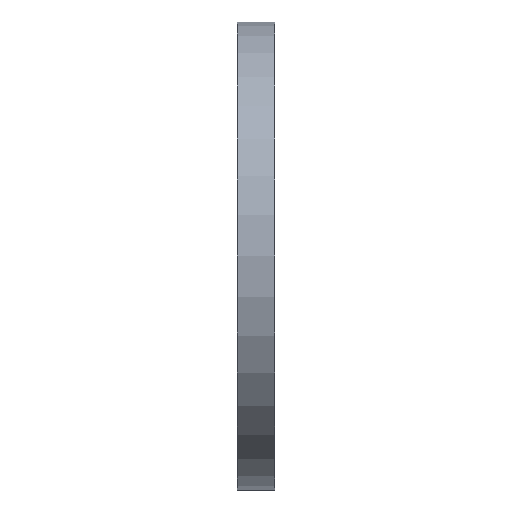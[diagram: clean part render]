
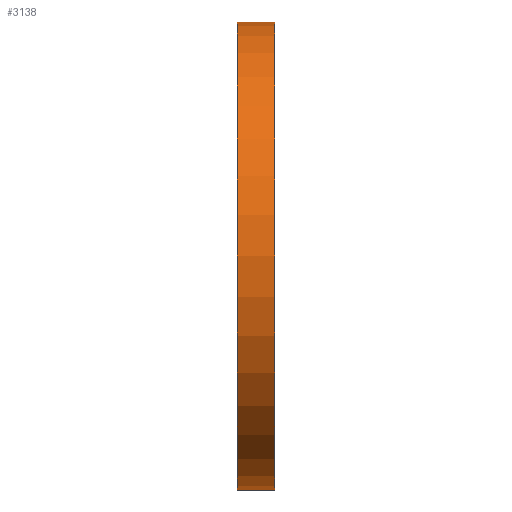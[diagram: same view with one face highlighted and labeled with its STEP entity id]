
A CAD part, left-side view. The second image highlights one B-rep face of the part: STEP entity #3138.
In plain terms, the highlighted cylindrical face has radius 50 mm (diameter 100 mm), a partial arc.
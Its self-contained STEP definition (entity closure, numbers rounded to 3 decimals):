
#124 = EDGE_CURVE ( 'NONE', #13191, #2478, #6505, .T. ) ;
#222 = DIRECTION ( 'NONE',  ( 0., 0., 1. ) ) ;
#616 = DIRECTION ( 'NONE',  ( 0., 1., 0. ) ) ;
#632 = EDGE_CURVE ( 'NONE', #2478, #9067, #7714, .T. ) ;
#1182 = ORIENTED_EDGE ( 'NONE', *, *, #124, .F. ) ;
#1427 = CARTESIAN_POINT ( 'NONE',  ( 0., 0., 50. ) ) ;
#1429 = DIRECTION ( 'NONE',  ( 0., -1., 0. ) ) ;
#2103 = FACE_OUTER_BOUND ( 'NONE', #6358, .T. ) ;
#2362 = CARTESIAN_POINT ( 'NONE',  ( 0., 8., 50. ) ) ;
#2478 = VERTEX_POINT ( 'NONE', #2362 ) ;
#2664 = CARTESIAN_POINT ( 'NONE',  ( 0., 8., 50. ) ) ;
#3078 = CIRCLE ( 'NONE', #9445, 50. ) ;
#3138 = ADVANCED_FACE ( 'NONE', ( #2103 ), #13661, .T. ) ;
#3168 = DIRECTION ( 'NONE',  ( 0., 0., -1. ) ) ;
#4013 = VERTEX_POINT ( 'NONE', #9397 ) ;
#4290 = DIRECTION ( 'NONE',  ( 0., -1., 0. ) ) ;
#4957 = CARTESIAN_POINT ( 'NONE',  ( 0., 8., -50. ) ) ;
#5707 = VECTOR ( 'NONE', #1429, 1000. ) ;
#6136 = DIRECTION ( 'NONE',  ( 0., 0., 1. ) ) ;
#6358 = EDGE_LOOP ( 'NONE', ( #8209, #1182, #13169, #7709 ) ) ;
#6505 = CIRCLE ( 'NONE', #9208, 50. ) ;
#6860 = DIRECTION ( 'NONE',  ( 0., 1., 0. ) ) ;
#7525 = AXIS2_PLACEMENT_3D ( 'NONE', #9819, #4290, #3168 ) ;
#7709 = ORIENTED_EDGE ( 'NONE', *, *, #11237, .T. ) ;
#7714 = LINE ( 'NONE', #2664, #9478 ) ;
#8177 = EDGE_CURVE ( 'NONE', #13191, #4013, #12364, .T. ) ;
#8209 = ORIENTED_EDGE ( 'NONE', *, *, #632, .F. ) ;
#8344 = CARTESIAN_POINT ( 'NONE',  ( 0., 0., 0. ) ) ;
#9067 = VERTEX_POINT ( 'NONE', #1427 ) ;
#9208 = AXIS2_PLACEMENT_3D ( 'NONE', #12545, #6860, #222 ) ;
#9397 = CARTESIAN_POINT ( 'NONE',  ( 0., 0., -50. ) ) ;
#9445 = AXIS2_PLACEMENT_3D ( 'NONE', #8344, #616, #6136 ) ;
#9478 = VECTOR ( 'NONE', #10493, 1000. ) ;
#9819 = CARTESIAN_POINT ( 'NONE',  ( 0., 8., 0. ) ) ;
#10493 = DIRECTION ( 'NONE',  ( 0., -1., 0. ) ) ;
#11237 = EDGE_CURVE ( 'NONE', #4013, #9067, #3078, .T. ) ;
#11350 = CARTESIAN_POINT ( 'NONE',  ( 0., 8., -50. ) ) ;
#12364 = LINE ( 'NONE', #11350, #5707 ) ;
#12545 = CARTESIAN_POINT ( 'NONE',  ( 0., 8., 0. ) ) ;
#13169 = ORIENTED_EDGE ( 'NONE', *, *, #8177, .T. ) ;
#13191 = VERTEX_POINT ( 'NONE', #4957 ) ;
#13661 = CYLINDRICAL_SURFACE ( 'NONE', #7525, 50. ) ;
